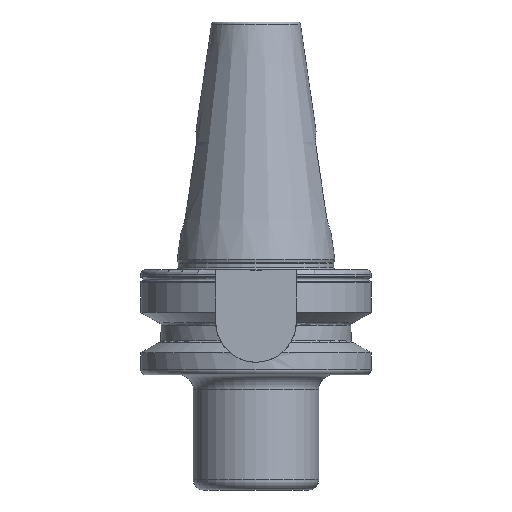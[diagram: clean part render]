
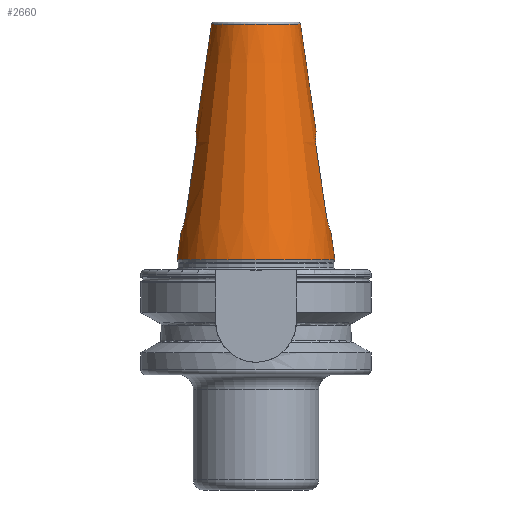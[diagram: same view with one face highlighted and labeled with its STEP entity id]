
A CAD part, left-side view. The second image highlights one B-rep face of the part: STEP entity #2660.
In plain terms, the highlighted conical face has half-angle 8.297 degrees and reference radius 12.304 mm.
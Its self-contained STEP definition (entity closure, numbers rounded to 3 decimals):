
#153=CARTESIAN_POINT('',(0.,-14.917,
28.572));
#189=CARTESIAN_POINT('',(0.,12.,48.572));
#458=CARTESIAN_POINT('',(-3.381,14.039,31.837));
#459=CARTESIAN_POINT('',(-3.381,14.071,31.627));
#460=CARTESIAN_POINT('',(-3.339,14.143,31.212));
#461=CARTESIAN_POINT('',(-3.149,14.28,30.593));
#462=CARTESIAN_POINT('',(-2.832,14.433,30.017));
#463=CARTESIAN_POINT('',(-2.398,14.587,29.506));
#464=CARTESIAN_POINT('',(-1.872,14.726,29.093));
#465=CARTESIAN_POINT('',(-1.278,14.834,28.792));
#466=CARTESIAN_POINT('',(-0.64,14.902,28.611));
#467=CARTESIAN_POINT('',(-0.214,14.917,28.572));
#468=CARTESIAN_POINT('',(0.,14.917,28.572));
#470=CARTESIAN_POINT('',(-3.4,12.004,45.307));
#471=CARTESIAN_POINT('',(-3.397,12.237,43.774));
#472=CARTESIAN_POINT('',(-3.393,12.706,40.682));
#473=CARTESIAN_POINT('',(-3.386,13.384,36.192));
#474=CARTESIAN_POINT('',(-3.383,13.82,33.297));
#475=CARTESIAN_POINT('',(-3.381,14.039,31.837));
#477=CARTESIAN_POINT('',(0.,12.,48.572));
#478=CARTESIAN_POINT('',(-0.232,12.,48.572));
#479=CARTESIAN_POINT('',(-0.698,11.993,48.526));
#480=CARTESIAN_POINT('',(-1.367,11.964,48.322));
#481=CARTESIAN_POINT('',(-1.969,11.927,47.998));
#482=CARTESIAN_POINT('',(-2.482,11.892,47.572));
#483=CARTESIAN_POINT('',(-2.888,11.874,47.072));
#484=CARTESIAN_POINT('',(-3.183,11.882,46.514));
#485=CARTESIAN_POINT('',(-3.362,11.923,45.913));
#486=CARTESIAN_POINT('',(-3.4,11.973,45.509));
#487=CARTESIAN_POINT('',(-3.4,12.004,45.307));
#489=DIRECTION('',(0.,-0.144,0.99));
#490=VECTOR('',#489,21.626);
#491=CARTESIAN_POINT('',(0.,12.,48.572));
#492=LINE('',#491,#490);
#493=CARTESIAN_POINT('',(0,0,69.972));
#494=DIRECTION('',(0,0,1));
#495=DIRECTION('',(0,1,0));
#496=AXIS2_PLACEMENT_3D('',#493,#494,#495);
#498=DIRECTION('',(0.,0.144,0.99));
#499=VECTOR('',#498,21.626);
#500=CARTESIAN_POINT('',(0.,-12.,
48.572));
#501=LINE('',#500,#499);
#502=CARTESIAN_POINT('',(-3.4,-12.004,45.307));
#503=CARTESIAN_POINT('',(-3.4,-11.973,45.513));
#504=CARTESIAN_POINT('',(-3.36,-11.921,45.929));
#505=CARTESIAN_POINT('',(-3.178,-11.881,46.526));
#506=CARTESIAN_POINT('',(-2.883,-11.874,47.08));
#507=CARTESIAN_POINT('',(-2.474,-11.893,47.58));
#508=CARTESIAN_POINT('',(-1.961,-11.927,48.003));
#509=CARTESIAN_POINT('',(-1.357,-11.965,48.327));
#510=CARTESIAN_POINT('',(-0.688,-11.993,
48.528));
#511=CARTESIAN_POINT('',(-0.229,-12.,
48.572));
#512=CARTESIAN_POINT('',(0.,-12.,
48.572));
#514=CARTESIAN_POINT('',(-3.381,-14.039,31.837));
#515=CARTESIAN_POINT('',(-3.383,-13.82,33.298));
#516=CARTESIAN_POINT('',(-3.386,-13.383,36.196));
#517=CARTESIAN_POINT('',(-3.393,-12.705,40.686));
#518=CARTESIAN_POINT('',(-3.397,-12.237,43.775));
#519=CARTESIAN_POINT('',(-3.4,-12.004,45.307));
#521=CARTESIAN_POINT('',(0.,-14.917,
28.572));
#522=CARTESIAN_POINT('',(-0.216,-14.917,
28.572));
#523=CARTESIAN_POINT('',(-0.647,-14.901,
28.612));
#524=CARTESIAN_POINT('',(-1.283,-14.833,28.794));
#525=CARTESIAN_POINT('',(-1.874,-14.725,29.095));
#526=CARTESIAN_POINT('',(-2.401,-14.586,29.51));
#527=CARTESIAN_POINT('',(-2.833,-14.432,30.019));
#528=CARTESIAN_POINT('',(-3.15,-14.279,30.596));
#529=CARTESIAN_POINT('',(-3.34,-14.142,31.215));
#530=CARTESIAN_POINT('',(-3.381,-14.071,31.628));
#531=CARTESIAN_POINT('',(-3.381,-14.039,31.837));
#533=DIRECTION('',(0.,0.144,0.99));
#534=VECTOR('',#533,5.631);
#535=CARTESIAN_POINT('',(0,-15.729,23));
#536=LINE('',#535,#534);
#537=CARTESIAN_POINT('',(0,0,23));
#538=DIRECTION('',(0,0,1));
#539=DIRECTION('',(0,1,0));
#540=AXIS2_PLACEMENT_3D('',#537,#538,#539);
#542=DIRECTION('',(0.,-0.144,0.99));
#543=VECTOR('',#542,5.631);
#544=CARTESIAN_POINT('',(0,15.729,23));
#545=LINE('',#544,#543);
#1804=CARTESIAN_POINT('',(0,15.729,23));
#1806=VERTEX_POINT('',#1804);
#1820=CARTESIAN_POINT('',(0,-15.729,23));
#1822=VERTEX_POINT('',#1820);
#1847=CARTESIAN_POINT('',(0,8.879,69.972));
#1848=CARTESIAN_POINT('',(0,-8.879,69.972));
#1849=VERTEX_POINT('',#1847);
#1850=VERTEX_POINT('',#1848);
#2069=VERTEX_POINT('',#458);
#2070=VERTEX_POINT('',#468);
#2077=VERTEX_POINT('',#189);
#2079=VERTEX_POINT('',#487);
#2081=VERTEX_POINT('',#502);
#2082=VERTEX_POINT('',#512);
#2089=VERTEX_POINT('',#153);
#2091=VERTEX_POINT('',#531);
#2634=CARTESIAN_POINT('',(0,0,46.486));
#2635=DIRECTION('',(0,0,-1));
#2636=DIRECTION('',(0,-1,0));
#2637=AXIS2_PLACEMENT_3D('',#2634,#2635,#2636);
#2638=CONICAL_SURFACE('',#2637,12.304,8.297);
#2639=ORIENTED_EDGE('',*,*,#2625,.F.);
#2641=ORIENTED_EDGE('',*,*,#2640,.F.);
#2643=ORIENTED_EDGE('',*,*,#2642,.F.);
#2644=ORIENTED_EDGE('',*,*,#2270,.T.);
#2646=ORIENTED_EDGE('',*,*,#2645,.T.);
#2647=ORIENTED_EDGE('',*,*,#2266,.F.);
#2649=ORIENTED_EDGE('',*,*,#2648,.F.);
#2651=ORIENTED_EDGE('',*,*,#2650,.F.);
#2653=ORIENTED_EDGE('',*,*,#2652,.F.);
#2654=ORIENTED_EDGE('',*,*,#2258,.F.);
#2656=ORIENTED_EDGE('',*,*,#2655,.F.);
#2657=ORIENTED_EDGE('',*,*,#2254,.T.);
#2658=EDGE_LOOP('',(#2639,#2641,#2643,#2644,#2646,#2647,#2649,#2651,#2653,#2654,
#2656,#2657));
#2659=FACE_OUTER_BOUND('',#2658,.F.);
#2660=ADVANCED_FACE('',(#2659),#2638,.T.);
#469=B_SPLINE_CURVE_WITH_KNOTS('',3,(#458,#459,#460,#461,#462,#463,#464,#465,
#466,#467,#468),.UNSPECIFIED.,.F.,.F.,(4,1,1,1,1,1,1,1,4),(0,
0.125,0.25,0.375,0.5,
0.625,0.75,0.875,1),.UNSPECIFIED.);
#476=B_SPLINE_CURVE_WITH_KNOTS('',3,(#470,#471,#472,#473,#474,#475),
.UNSPECIFIED.,.F.,.F.,(4,1,1,4),(0,0.333,0.667,1),
.UNSPECIFIED.);
#488=B_SPLINE_CURVE_WITH_KNOTS('',3,(#477,#478,#479,#480,#481,#482,#483,#484,
#485,#486,#487),.UNSPECIFIED.,.F.,.F.,(4,1,1,1,1,1,1,1,4),(0,
0.125,0.25,0.375,0.5,
0.625,0.75,0.875,1),.UNSPECIFIED.);
#497=CIRCLE('',#496,8.879);
#513=B_SPLINE_CURVE_WITH_KNOTS('',3,(#502,#503,#504,#505,#506,#507,#508,#509,
#510,#511,#512),.UNSPECIFIED.,.F.,.F.,(4,1,1,1,1,1,1,1,4),(0,
0.125,0.25,0.375,0.5,
0.625,0.75,0.875,1),.UNSPECIFIED.);
#520=B_SPLINE_CURVE_WITH_KNOTS('',3,(#514,#515,#516,#517,#518,#519),
.UNSPECIFIED.,.F.,.F.,(4,1,1,4),(0,0.333,0.667,1),
.UNSPECIFIED.);
#532=B_SPLINE_CURVE_WITH_KNOTS('',3,(#521,#522,#523,#524,#525,#526,#527,#528,
#529,#530,#531),.UNSPECIFIED.,.F.,.F.,(4,1,1,1,1,1,1,1,4),(0,
0.125,0.25,0.375,0.5,
0.625,0.75,0.875,1),.UNSPECIFIED.);
#541=CIRCLE('',#540,15.729);
#2254=EDGE_CURVE('',#1806,#2070,#545,.T.);
#2258=EDGE_CURVE('',#1822,#2089,#536,.T.);
#2266=EDGE_CURVE('',#2082,#1850,#501,.T.);
#2270=EDGE_CURVE('',#2077,#1849,#492,.T.);
#2625=EDGE_CURVE('',#2069,#2070,#469,.T.);
#2640=EDGE_CURVE('',#2079,#2069,#476,.T.);
#2642=EDGE_CURVE('',#2077,#2079,#488,.T.);
#2645=EDGE_CURVE('',#1849,#1850,#497,.T.);
#2648=EDGE_CURVE('',#2081,#2082,#513,.T.);
#2650=EDGE_CURVE('',#2091,#2081,#520,.T.);
#2652=EDGE_CURVE('',#2089,#2091,#532,.T.);
#2655=EDGE_CURVE('',#1806,#1822,#541,.T.);
